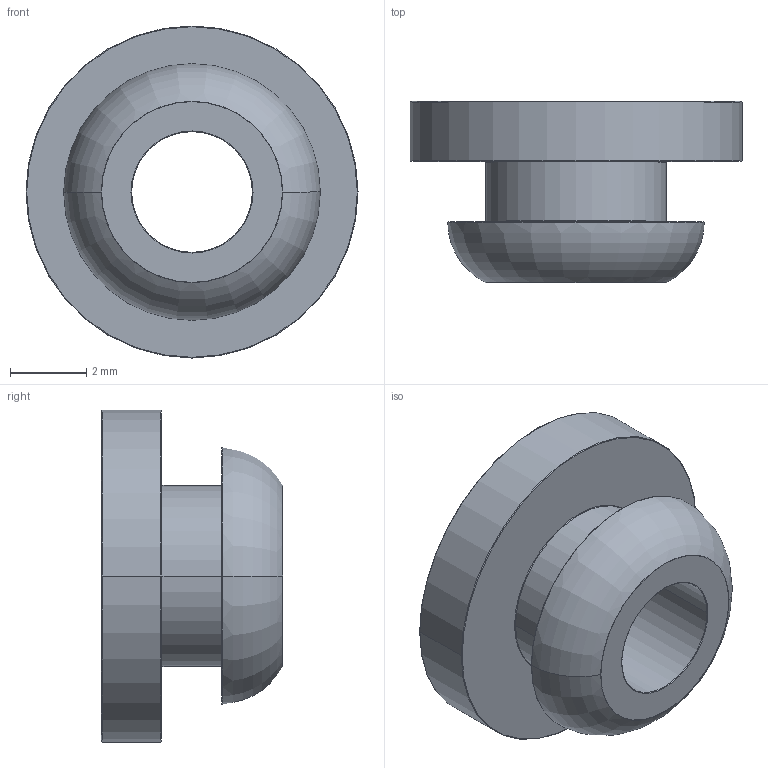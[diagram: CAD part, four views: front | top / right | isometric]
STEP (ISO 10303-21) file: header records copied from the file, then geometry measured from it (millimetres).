
FILE_DESCRIPTION (( 'STEP AP203' ), '1' );
FILE_NAME ('9600K81_SBR Rubber Grommet.STEP', '2021-09-09T07:14:09', ( 'Administrator' ), ( 'Managed by Terraform' ), 'SwSTEP 2.0', 'SolidWorks 2017', '' );
FILE_SCHEMA (( 'CONFIG_CONTROL_DESIGN' ));
Length unit declared in the file: inch
Products named in the file (1): 9600K81_SBR Rubber Grommet
Bounding box: 8.73 x 4.76 x 8.73 mm (x, y, z)
Volume: 133.3 mm3; surface area: 273.1 mm2
Topology: 1 solids, 1 shells, 28 faces, 56 edges, 32 vertices
Faces by surface type: torus 18, cylinder 6, plane 4
Entity records: 825 total; most frequent: DIRECTION 164, CARTESIAN_POINT 117, ORIENTED_EDGE 112, AXIS2_PLACEMENT_3D 79, EDGE_CURVE 56, CIRCLE 50, EDGE_LOOP 32, VERTEX_POINT 32
